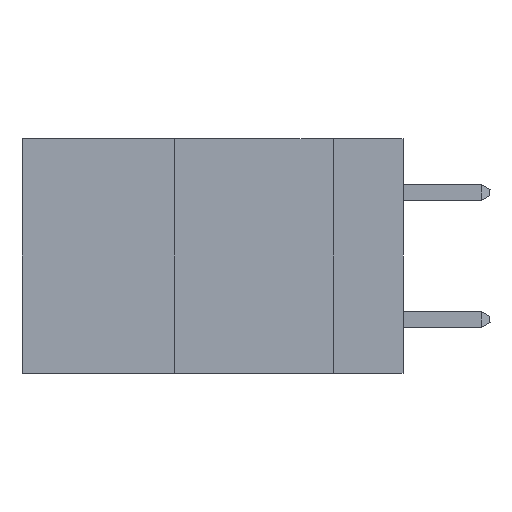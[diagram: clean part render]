
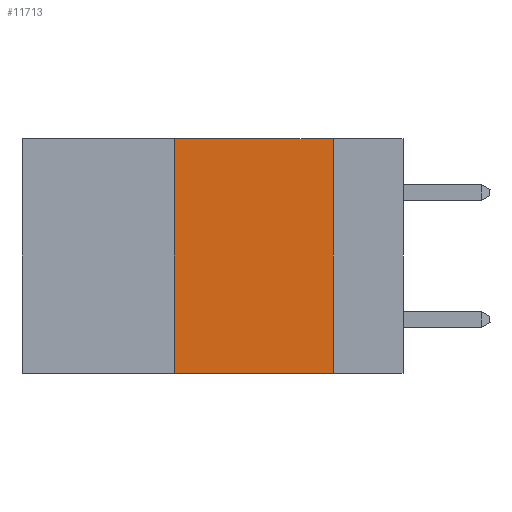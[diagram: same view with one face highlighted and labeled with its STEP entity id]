
A CAD part, left-side view. The second image highlights one B-rep face of the part: STEP entity #11713.
In plain terms, the highlighted planar face has unit normal (-1, 0, 0).
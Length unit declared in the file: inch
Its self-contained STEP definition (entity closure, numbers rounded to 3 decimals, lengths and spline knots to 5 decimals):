
#453 = CARTESIAN_POINT ( 'NONE',  ( 0., 0.11, 0. ) ) ;
#636 = EDGE_CURVE ( 'NONE', #17672, #11639, #5599, .T. ) ;
#1260 = EDGE_CURVE ( 'NONE', #14615, #7786, #14710, .T. ) ;
#1318 = DIRECTION ( 'NONE',  ( 0., -1., 0. ) ) ;
#1775 = CARTESIAN_POINT ( 'NONE',  ( 0., 0.6, 0. ) ) ;
#1795 = DIRECTION ( 'NONE',  ( 0., -1., 0. ) ) ;
#1987 = EDGE_CURVE ( 'NONE', #14615, #17672, #14918, .T. ) ;
#3606 = DIRECTION ( 'NONE',  ( 0., 0., -1. ) ) ;
#3651 = CARTESIAN_POINT ( 'NONE',  ( 0., 0.11, -0.37 ) ) ;
#3959 = ORIENTED_EDGE ( 'NONE', *, *, #9710, .F. ) ;
#4504 = CARTESIAN_POINT ( 'NONE',  ( 0., 0.6, -0.37 ) ) ;
#5366 = DIRECTION ( 'NONE',  ( 0., 0., 1. ) ) ;
#5599 = LINE ( 'NONE', #1775, #9592 ) ;
#5897 = CARTESIAN_POINT ( 'NONE',  ( 0., 0.36, 0. ) ) ;
#6294 = DIRECTION ( 'NONE',  ( 1., 0., 0. ) ) ;
#7390 = LINE ( 'NONE', #453, #18695 ) ;
#7786 = VERTEX_POINT ( 'NONE', #3651 ) ;
#8236 = CARTESIAN_POINT ( 'NONE',  ( 0., 0.36, 0. ) ) ;
#8435 = ORIENTED_EDGE ( 'NONE', *, *, #636, .F. ) ;
#9592 = VECTOR ( 'NONE', #1795, 39.37008 ) ;
#9683 = CARTESIAN_POINT ( 'NONE',  ( 0., 0.36, -0.37 ) ) ;
#9710 = EDGE_CURVE ( 'NONE', #11639, #7786, #7390, .T. ) ;
#10601 = CARTESIAN_POINT ( 'NONE',  ( 0., 0.11, 0. ) ) ;
#10725 = CARTESIAN_POINT ( 'NONE',  ( 0., 0.6, 0. ) ) ;
#11639 = VERTEX_POINT ( 'NONE', #10601 ) ;
#11713 = ADVANCED_FACE ( 'NONE', ( #18725 ), #15247, .F. ) ;
#11941 = ORIENTED_EDGE ( 'NONE', *, *, #1260, .T. ) ;
#14442 = VECTOR ( 'NONE', #5366, 39.37008 ) ;
#14615 = VERTEX_POINT ( 'NONE', #9683 ) ;
#14710 = LINE ( 'NONE', #4504, #18562 ) ;
#14918 = LINE ( 'NONE', #5897, #14442 ) ;
#15247 = PLANE ( 'NONE',  #15304 ) ;
#15304 = AXIS2_PLACEMENT_3D ( 'NONE', #10725, #6294, #16696 ) ;
#16696 = DIRECTION ( 'NONE',  ( 0., 0., -1. ) ) ;
#17032 = ORIENTED_EDGE ( 'NONE', *, *, #1987, .F. ) ;
#17672 = VERTEX_POINT ( 'NONE', #8236 ) ;
#18199 = EDGE_LOOP ( 'NONE', ( #3959, #8435, #17032, #11941 ) ) ;
#18562 = VECTOR ( 'NONE', #1318, 39.37008 ) ;
#18695 = VECTOR ( 'NONE', #3606, 39.37008 ) ;
#18725 = FACE_OUTER_BOUND ( 'NONE', #18199, .T. ) ;
